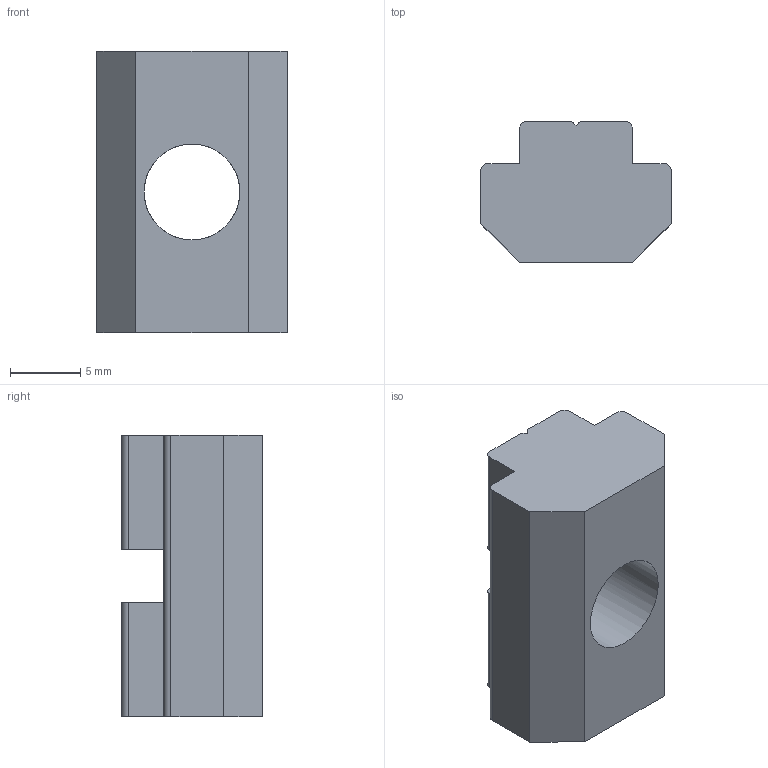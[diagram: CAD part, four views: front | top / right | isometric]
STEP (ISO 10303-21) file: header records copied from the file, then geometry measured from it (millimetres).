
FILE_DESCRIPTION(/* description */ ('CURSORE M8 13.5x20 CAVA8'),/* implementation_level */ '2;1');
FILE_NAME(/* name */ 'DDDCU0000099.stp',/* time_stamp */ '2024-09-09T10:28:28+02:00',/* author */ ('tecnico4'),/* organization */ (''),/* preprocessor_version */ 'ST-DEVELOPER v18.1',/* originating_system */ 'Autodesk Inventor 2022',/* authorisation */ '');
FILE_SCHEMA (('AUTOMOTIVE_DESIGN { 1 0 10303 214 3 1 1 }'));
Length unit declared in the file: millimetre
Products named in the file (1): DDDCU0000099
Bounding box: 13.5 x 10 x 20 mm (x, y, z)
Volume: 1832.6 mm3; surface area: 1192.3 mm2
Topology: 1 solids, 1 shells, 32 faces, 92 edges, 61 vertices
Faces by surface type: plane 25, cylinder 7
Full cylindrical faces by diameter (mm): 6.8 x1
Entity records: 1098 total; most frequent: CARTESIAN_POINT 186, ORIENTED_EDGE 184, DIRECTION 181, EDGE_CURVE 92, LINE 69, VECTOR 69, VERTEX_POINT 61, AXIS2_PLACEMENT_3D 56
